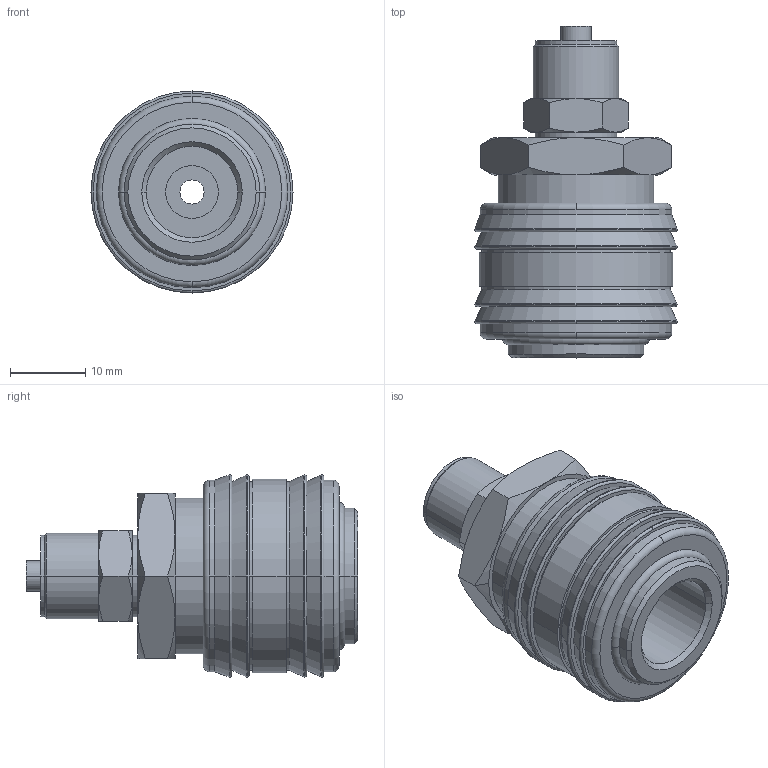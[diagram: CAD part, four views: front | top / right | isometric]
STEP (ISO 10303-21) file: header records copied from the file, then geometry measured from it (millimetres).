
FILE_DESCRIPTION(('STEP AP214'),'1');
FILE_NAME('esn_4_tqo.stp','2020-03-05T08:44:12',('TraceParts'),('TraceParts S.A.'),'Spatial InterOp 3D',' ',' ');
FILE_SCHEMA(('automotive_design'));
Length unit declared in the file: millimetre
Products named in the file (1): 1
Bounding box: 26.8 x 44 x 26.8 mm (x, y, z)
Volume: 11662.5 mm3; surface area: 5375.8 mm2
Topology: 1 solids, 1 shells, 125 faces, 277 edges, 169 vertices
Faces by surface type: cone 46, plane 29, cylinder 28, torus 22
Entity records: 4550 total; most frequent: CARTESIAN_POINT 764, DIRECTION 648, ORIENTED_EDGE 554, AXIS2_PLACEMENT_3D 293, EDGE_CURVE 277, VERTEX_POINT 169, CIRCLE 167, EDGE_LOOP 142
